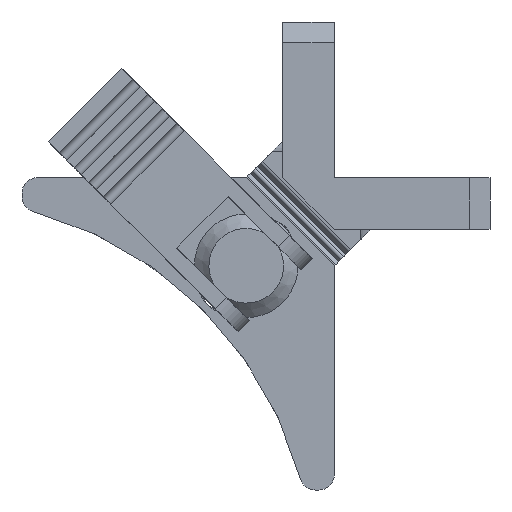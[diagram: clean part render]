
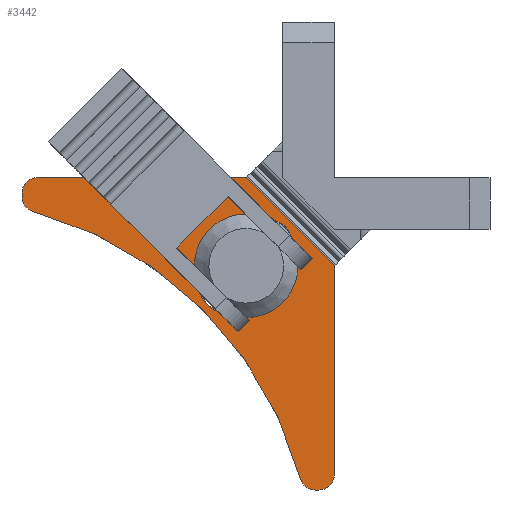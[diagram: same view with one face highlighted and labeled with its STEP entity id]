
A CAD part, left-side view. The second image highlights one B-rep face of the part: STEP entity #3442.
In plain terms, the highlighted free-form (B-spline) face has degree [1, 1] with [2, 2] control points.
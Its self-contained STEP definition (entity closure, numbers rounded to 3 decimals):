
#3442 = ADVANCED_FACE('',(#3443,#3530),#3566,.F.);
#3443 = FACE_BOUND('',#3444,.F.);
#3444 = EDGE_LOOP('',(#3445,#3456,#3464,#3473,#3481,#3489,#3497,#3506,
    #3514,#3523));
#3445 = ORIENTED_EDGE('',*,*,#3446,.F.);
#3446 = EDGE_CURVE('',#3447,#3449,#3451,.T.);
#3447 = VERTEX_POINT('',#3448);
#3448 = CARTESIAN_POINT('',(0.,30.112,-1.833));
#3449 = VERTEX_POINT('',#3450);
#3450 = CARTESIAN_POINT('',(0.,29.003,-3.281));
#3451 = CIRCLE('',#3452,1.5);
#3452 = AXIS2_PLACEMENT_3D('',#3453,#3454,#3455);
#3453 = CARTESIAN_POINT('',(0.,28.612,-1.833));
#3454 = DIRECTION('',(-1.,0.,0.));
#3455 = DIRECTION('',(0.,1.,0.));
#3456 = ORIENTED_EDGE('',*,*,#3457,.T.);
#3457 = EDGE_CURVE('',#3447,#3458,#3460,.T.);
#3458 = VERTEX_POINT('',#3459);
#3459 = CARTESIAN_POINT('',(0.,30.112,-1.5));
#3460 = LINE('',#3461,#3462);
#3461 = CARTESIAN_POINT('',(0.,30.112,-1.833));
#3462 = VECTOR('',#3463,1.);
#3463 = DIRECTION('',(0.,0.,1.));
#3464 = ORIENTED_EDGE('',*,*,#3465,.F.);
#3465 = EDGE_CURVE('',#3466,#3458,#3468,.T.);
#3466 = VERTEX_POINT('',#3467);
#3467 = CARTESIAN_POINT('',(0.,28.612,0.));
#3468 = CIRCLE('',#3469,1.5);
#3469 = AXIS2_PLACEMENT_3D('',#3470,#3471,#3472);
#3470 = CARTESIAN_POINT('',(0.,28.612,-1.5));
#3471 = DIRECTION('',(-1.,0.,0.));
#3472 = DIRECTION('',(0.,0.,1.));
#3473 = ORIENTED_EDGE('',*,*,#3474,.T.);
#3474 = EDGE_CURVE('',#3466,#3475,#3477,.T.);
#3475 = VERTEX_POINT('',#3476);
#3476 = CARTESIAN_POINT('',(0.,8.5,0.));
#3477 = LINE('',#3478,#3479);
#3478 = CARTESIAN_POINT('',(0.,28.612,0.));
#3479 = VECTOR('',#3480,1.);
#3480 = DIRECTION('',(0.,-1.,0.));
#3481 = ORIENTED_EDGE('',*,*,#3482,.T.);
#3482 = EDGE_CURVE('',#3475,#3483,#3485,.T.);
#3483 = VERTEX_POINT('',#3484);
#3484 = CARTESIAN_POINT('',(0.,0.,-8.5));
#3485 = LINE('',#3486,#3487);
#3486 = CARTESIAN_POINT('',(0.,8.5,0.));
#3487 = VECTOR('',#3488,1.);
#3488 = DIRECTION('',(0.,-0.707,-0.707));
#3489 = ORIENTED_EDGE('',*,*,#3490,.T.);
#3490 = EDGE_CURVE('',#3483,#3491,#3493,.T.);
#3491 = VERTEX_POINT('',#3492);
#3492 = CARTESIAN_POINT('',(0.,0.,-28.612));
#3493 = LINE('',#3494,#3495);
#3494 = CARTESIAN_POINT('',(0.,0.,-8.5));
#3495 = VECTOR('',#3496,1.);
#3496 = DIRECTION('',(0.,0.,-1.));
#3497 = ORIENTED_EDGE('',*,*,#3498,.F.);
#3498 = EDGE_CURVE('',#3499,#3491,#3501,.T.);
#3499 = VERTEX_POINT('',#3500);
#3500 = CARTESIAN_POINT('',(0.,1.5,-30.112));
#3501 = CIRCLE('',#3502,1.5);
#3502 = AXIS2_PLACEMENT_3D('',#3503,#3504,#3505);
#3503 = CARTESIAN_POINT('',(0.,1.5,-28.612));
#3504 = DIRECTION('',(-1.,0.,0.));
#3505 = DIRECTION('',(0.,0.,-1.));
#3506 = ORIENTED_EDGE('',*,*,#3507,.T.);
#3507 = EDGE_CURVE('',#3499,#3508,#3510,.T.);
#3508 = VERTEX_POINT('',#3509);
#3509 = CARTESIAN_POINT('',(0.,1.837,-30.112));
#3510 = LINE('',#3511,#3512);
#3511 = CARTESIAN_POINT('',(0.,1.5,-30.112));
#3512 = VECTOR('',#3513,1.);
#3513 = DIRECTION('',(0.,1.,0.));
#3514 = ORIENTED_EDGE('',*,*,#3515,.F.);
#3515 = EDGE_CURVE('',#3516,#3508,#3518,.T.);
#3516 = VERTEX_POINT('',#3517);
#3517 = CARTESIAN_POINT('',(0.,3.285,-29.003));
#3518 = CIRCLE('',#3519,1.5);
#3519 = AXIS2_PLACEMENT_3D('',#3520,#3521,#3522);
#3520 = CARTESIAN_POINT('',(0.,1.837,-28.612));
#3521 = DIRECTION('',(-1.,0.,0.));
#3522 = DIRECTION('',(0.,0.965,-0.261));
#3523 = ORIENTED_EDGE('',*,*,#3524,.T.);
#3524 = EDGE_CURVE('',#3516,#3449,#3525,.T.);
#3525 = CIRCLE('',#3526,36.49);
#3526 = AXIS2_PLACEMENT_3D('',#3527,#3528,#3529);
#3527 = CARTESIAN_POINT('',(0.,38.515,-38.509));
#3528 = DIRECTION('',(-1.,0.,0.));
#3529 = DIRECTION('',(0.,-0.965,0.261));
#3530 = FACE_BOUND('',#3531,.F.);
#3531 = EDGE_LOOP('',(#3532,#3543,#3551,#3560));
#3532 = ORIENTED_EDGE('',*,*,#3533,.F.);
#3533 = EDGE_CURVE('',#3534,#3536,#3538,.T.);
#3534 = VERTEX_POINT('',#3535);
#3535 = CARTESIAN_POINT('',(0.,8.268,-4.732));
#3536 = VERTEX_POINT('',#3537);
#3537 = CARTESIAN_POINT('',(0.,4.732,-8.268));
#3538 = CIRCLE('',#3539,2.5);
#3539 = AXIS2_PLACEMENT_3D('',#3540,#3541,#3542);
#3540 = CARTESIAN_POINT('',(0.,6.5,-6.5));
#3541 = DIRECTION('',(1.,0.,0.));
#3542 = DIRECTION('',(-0.,0.707,0.707));
#3543 = ORIENTED_EDGE('',*,*,#3544,.F.);
#3544 = EDGE_CURVE('',#3545,#3534,#3547,.T.);
#3545 = VERTEX_POINT('',#3546);
#3546 = CARTESIAN_POINT('',(0.,12.268,-8.732));
#3547 = LINE('',#3548,#3549);
#3548 = CARTESIAN_POINT('',(0.,12.268,-8.732));
#3549 = VECTOR('',#3550,1.);
#3550 = DIRECTION('',(0.,-0.707,0.707));
#3551 = ORIENTED_EDGE('',*,*,#3552,.F.);
#3552 = EDGE_CURVE('',#3553,#3545,#3555,.T.);
#3553 = VERTEX_POINT('',#3554);
#3554 = CARTESIAN_POINT('',(0.,8.732,-12.268));
#3555 = CIRCLE('',#3556,2.5);
#3556 = AXIS2_PLACEMENT_3D('',#3557,#3558,#3559);
#3557 = CARTESIAN_POINT('',(0.,10.5,-10.5));
#3558 = DIRECTION('',(1.,0.,0.));
#3559 = DIRECTION('',(0.,-0.707,-0.707));
#3560 = ORIENTED_EDGE('',*,*,#3561,.F.);
#3561 = EDGE_CURVE('',#3536,#3553,#3562,.T.);
#3562 = LINE('',#3563,#3564);
#3563 = CARTESIAN_POINT('',(0.,4.732,-8.268));
#3564 = VECTOR('',#3565,1.);
#3565 = DIRECTION('',(0.,0.707,-0.707));
#3566 = B_SPLINE_SURFACE_WITH_KNOTS('',1,1,(
    (#3567,#3568)
    ,(#3569,#3570
    )),.UNSPECIFIED.,.F.,.F.,.F.,(2,2),(2,2),(-0.602,
    30.714),(-0.602,30.714),
  .PIECEWISE_BEZIER_KNOTS.);
#3567 = CARTESIAN_POINT('',(0.,-0.602,0.602));
#3568 = CARTESIAN_POINT('',(0.,30.714,0.602));
#3569 = CARTESIAN_POINT('',(0.,-0.602,-30.714));
#3570 = CARTESIAN_POINT('',(0.,30.714,-30.714));
